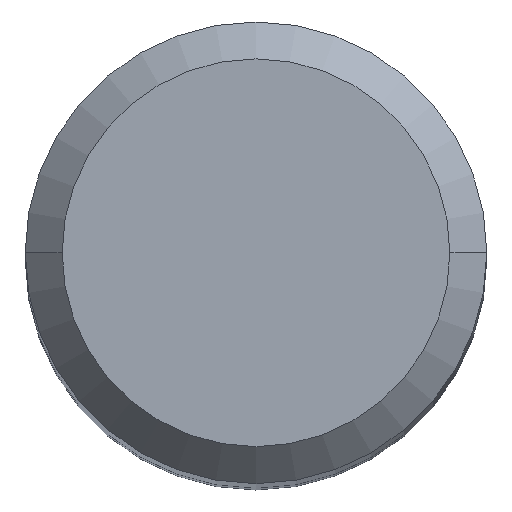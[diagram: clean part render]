
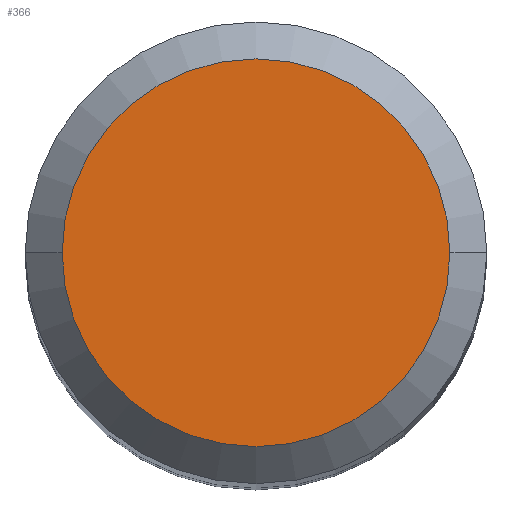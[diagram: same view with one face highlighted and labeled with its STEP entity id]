
A CAD part, top view. The second image highlights one B-rep face of the part: STEP entity #366.
In plain terms, the highlighted planar face has unit normal (0, 0, 1).
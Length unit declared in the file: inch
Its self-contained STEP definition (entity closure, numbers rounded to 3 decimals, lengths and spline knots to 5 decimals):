
#7 = DIRECTION ( 'NONE',  ( 0., 0., -1. ) ) ;
#14 = CIRCLE ( 'NONE', #130, 0.105 ) ;
#23 = ORIENTED_EDGE ( 'NONE', *, *, #322, .T. ) ;
#41 = FACE_OUTER_BOUND ( 'NONE', #239, .T. ) ;
#44 = DIRECTION ( 'NONE',  ( 1., 0., 0. ) ) ;
#108 = DIRECTION ( 'NONE',  ( 0., 0., 1. ) ) ;
#111 = CARTESIAN_POINT ( 'NONE',  ( 0., 0., 0. ) ) ;
#130 = AXIS2_PLACEMENT_3D ( 'NONE', #192, #381, #388 ) ;
#132 = PLANE ( 'NONE',  #352 ) ;
#142 = CARTESIAN_POINT ( 'NONE',  ( 0.105, 0., 0. ) ) ;
#149 = EDGE_CURVE ( 'NONE', #178, #173, #390, .T. ) ;
#171 = ORIENTED_EDGE ( 'NONE', *, *, #149, .T. ) ;
#173 = VERTEX_POINT ( 'NONE', #142 ) ;
#178 = VERTEX_POINT ( 'NONE', #230 ) ;
#192 = CARTESIAN_POINT ( 'NONE',  ( 0., 0., 0. ) ) ;
#200 = DIRECTION ( 'NONE',  ( -1., 0., 0. ) ) ;
#225 = CARTESIAN_POINT ( 'NONE',  ( 0., 0.105, 0. ) ) ;
#229 = AXIS2_PLACEMENT_3D ( 'NONE', #111, #108, #44 ) ;
#230 = CARTESIAN_POINT ( 'NONE',  ( -0.105, 0., 0. ) ) ;
#239 = EDGE_LOOP ( 'NONE', ( #171, #23 ) ) ;
#322 = EDGE_CURVE ( 'NONE', #173, #178, #14, .T. ) ;
#352 = AXIS2_PLACEMENT_3D ( 'NONE', #225, #7, #200 ) ;
#366 = ADVANCED_FACE ( 'NONE', ( #41 ), #132, .F. ) ;
#381 = DIRECTION ( 'NONE',  ( 0., 0., 1. ) ) ;
#388 = DIRECTION ( 'NONE',  ( 1., 0., 0. ) ) ;
#390 = CIRCLE ( 'NONE', #229, 0.105 ) ;
